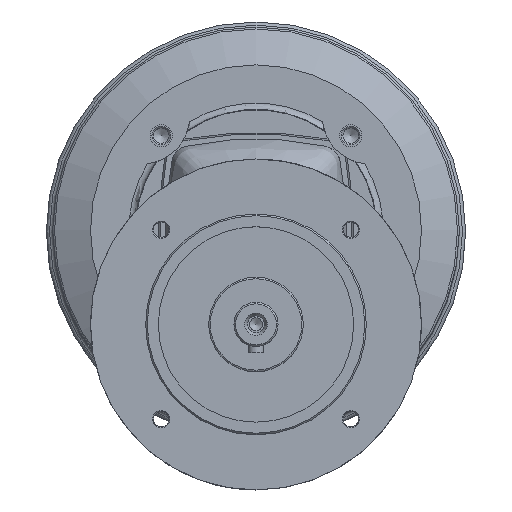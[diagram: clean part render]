
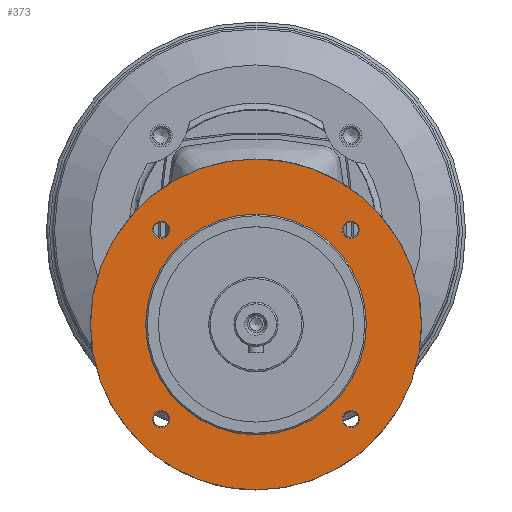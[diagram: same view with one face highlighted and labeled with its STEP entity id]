
A CAD part, top view. The second image highlights one B-rep face of the part: STEP entity #373.
In plain terms, the highlighted planar face has unit normal (0, 0, 1).
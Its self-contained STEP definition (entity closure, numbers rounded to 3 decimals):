
#373 = ADVANCED_FACE( '', ( #1080, #1081, #1082, #1083, #1084, #1085 ), #1086, .F. );
#1080 = FACE_OUTER_BOUND( '', #2308, .T. );
#1081 = FACE_BOUND( '', #2309, .T. );
#1082 = FACE_BOUND( '', #2310, .T. );
#1083 = FACE_BOUND( '', #2311, .T. );
#1084 = FACE_BOUND( '', #2312, .T. );
#1085 = FACE_BOUND( '', #2313, .T. );
#1086 = PLANE( '', #2314 );
#2308 = EDGE_LOOP( '', ( #15634 ) );
#2309 = EDGE_LOOP( '', ( #15635 ) );
#2310 = EDGE_LOOP( '', ( #15636 ) );
#2311 = EDGE_LOOP( '', ( #15637 ) );
#2312 = EDGE_LOOP( '', ( #15638 ) );
#2313 = EDGE_LOOP( '', ( #15639 ) );
#2314 = AXIS2_PLACEMENT_3D( '', #15640, #15641, #15642 );
#15634 = ORIENTED_EDGE( '', *, *, #18102, .F. );
#15635 = ORIENTED_EDGE( '', *, *, #18103, .T. );
#15636 = ORIENTED_EDGE( '', *, *, #18104, .T. );
#15637 = ORIENTED_EDGE( '', *, *, #18105, .T. );
#15638 = ORIENTED_EDGE( '', *, *, #18106, .T. );
#15639 = ORIENTED_EDGE( '', *, *, #18107, .F. );
#15640 = CARTESIAN_POINT( '', ( 0., -60., 1. ) );
#15641 = DIRECTION( '', ( 0., 0., -1. ) );
#15642 = DIRECTION( '', ( -1., 0., 0. ) );
#18102 = EDGE_CURVE( '', #19063, #19063, #19064, .T. );
#18103 = EDGE_CURVE( '', #19065, #19065, #19066, .T. );
#18104 = EDGE_CURVE( '', #19067, #19067, #19068, .T. );
#18105 = EDGE_CURVE( '', #19069, #19069, #19070, .T. );
#18106 = EDGE_CURVE( '', #19071, #19071, #19072, .T. );
#18107 = EDGE_CURVE( '', #19073, #19073, #19074, .F. );
#19063 = VERTEX_POINT( '', #20450 );
#19064 = CIRCLE( '', #20451, 52.5 );
#19065 = VERTEX_POINT( '', #20452 );
#19066 = CIRCLE( '', #20453, 2.759 );
#19067 = VERTEX_POINT( '', #20454 );
#19068 = CIRCLE( '', #20455, 2.759 );
#19069 = VERTEX_POINT( '', #20456 );
#19070 = CIRCLE( '', #20457, 2.759 );
#19071 = VERTEX_POINT( '', #20458 );
#19072 = CIRCLE( '', #20459, 2.759 );
#19073 = VERTEX_POINT( '', #20460 );
#19074 = CIRCLE( '', #20461, 35. );
#20450 = CARTESIAN_POINT( '', ( 0., -52.5, 1. ) );
#20451 = AXIS2_PLACEMENT_3D( '', #25754, #25755, #25756 );
#20452 = CARTESIAN_POINT( '', ( -30.052, -32.811, 1. ) );
#20453 = AXIS2_PLACEMENT_3D( '', #25757, #25758, #25759 );
#20454 = CARTESIAN_POINT( '', ( -30.052, 27.294, 1. ) );
#20455 = AXIS2_PLACEMENT_3D( '', #25760, #25761, #25762 );
#20456 = CARTESIAN_POINT( '', ( 30.052, 27.294, 1. ) );
#20457 = AXIS2_PLACEMENT_3D( '', #25763, #25764, #25765 );
#20458 = CARTESIAN_POINT( '', ( 30.052, -32.811, 1. ) );
#20459 = AXIS2_PLACEMENT_3D( '', #25766, #25767, #25768 );
#20460 = CARTESIAN_POINT( '', ( 0., -35., 1. ) );
#20461 = AXIS2_PLACEMENT_3D( '', #25769, #25770, #25771 );
#25754 = CARTESIAN_POINT( '', ( 0., 0., 1. ) );
#25755 = DIRECTION( '', ( 0., 0., -1. ) );
#25756 = DIRECTION( '', ( 0., -1., 0. ) );
#25757 = CARTESIAN_POINT( '', ( -30.052, -30.052, 1. ) );
#25758 = DIRECTION( '', ( 0., 0., -1. ) );
#25759 = DIRECTION( '', ( 0., -1., 0. ) );
#25760 = CARTESIAN_POINT( '', ( -30.052, 30.052, 1. ) );
#25761 = DIRECTION( '', ( 0., 0., -1. ) );
#25762 = DIRECTION( '', ( 0., -1., 0. ) );
#25763 = CARTESIAN_POINT( '', ( 30.052, 30.052, 1. ) );
#25764 = DIRECTION( '', ( 0., 0., -1. ) );
#25765 = DIRECTION( '', ( 0., -1., 0. ) );
#25766 = CARTESIAN_POINT( '', ( 30.052, -30.052, 1. ) );
#25767 = DIRECTION( '', ( 0., 0., -1. ) );
#25768 = DIRECTION( '', ( 0., -1., 0. ) );
#25769 = CARTESIAN_POINT( '', ( 0., 0., 1. ) );
#25770 = DIRECTION( '', ( 0., 0., -1. ) );
#25771 = DIRECTION( '', ( 0., -1., 0. ) );
